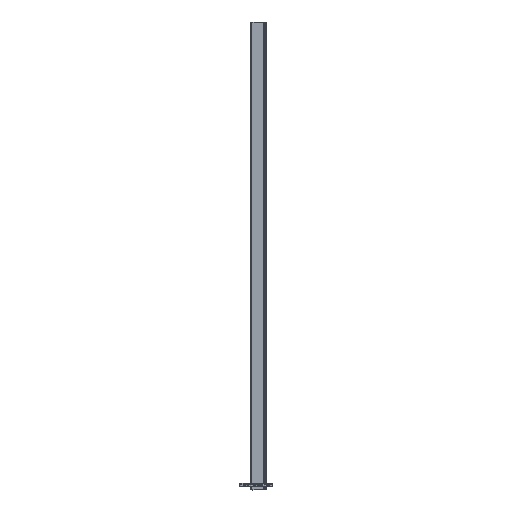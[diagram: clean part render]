
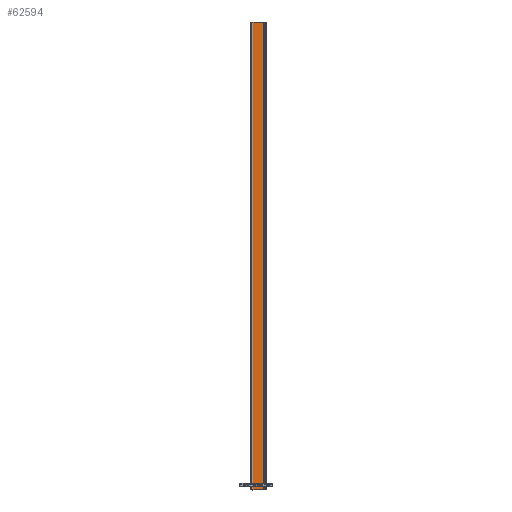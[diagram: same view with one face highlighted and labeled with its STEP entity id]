
A CAD part, top view. The second image highlights one B-rep face of the part: STEP entity #62594.
In plain terms, the highlighted planar face has unit normal (0, 0, 1).
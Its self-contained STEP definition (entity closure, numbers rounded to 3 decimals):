
#3447=PLANE('',#87432);
#9548=LINE('',#135535,#15716);
#9555=LINE('',#135560,#15723);
#9580=LINE('',#135617,#15748);
#9581=LINE('',#135619,#15749);
#15716=VECTOR('',#103966,1000.);
#15723=VECTOR('',#103985,1000.);
#15748=VECTOR('',#104054,1000.);
#15749=VECTOR('',#104057,1000.);
#34018=ORIENTED_EDGE('',*,*,#43228,.T.);
#34019=ORIENTED_EDGE('',*,*,#43269,.T.);
#34020=ORIENTED_EDGE('',*,*,#43240,.F.);
#34021=ORIENTED_EDGE('',*,*,#43270,.F.);
#43228=EDGE_CURVE('',#49348,#49347,#9548,.T.);
#43240=EDGE_CURVE('',#49359,#49360,#9555,.T.);
#43269=EDGE_CURVE('',#49347,#49360,#9580,.T.);
#43270=EDGE_CURVE('',#49348,#49359,#9581,.T.);
#49347=VERTEX_POINT('',#135534);
#49348=VERTEX_POINT('',#135536);
#49359=VERTEX_POINT('',#135559);
#49360=VERTEX_POINT('',#135561);
#54962=EDGE_LOOP('',(#34018,#34019,#34020,#34021));
#58464=FACE_BOUND('',#54962,.T.);
#62594=ADVANCED_FACE('',(#58464),#3447,.T.);
#87432=AXIS2_PLACEMENT_3D('',#135618,#104055,#104056);
#103966=DIRECTION('',(1.,0.,0.));
#103985=DIRECTION('',(1.,0.,0.));
#104054=DIRECTION('',(0.,1.,0.));
#104055=DIRECTION('',(0.,0.,1.));
#104056=DIRECTION('',(1.,0.,0.));
#104057=DIRECTION('',(0.,1.,0.));
#135534=CARTESIAN_POINT('',(-6.,-1000.,-6.5));
#135535=CARTESIAN_POINT('',(-29.,-1000.,-6.5));
#135536=CARTESIAN_POINT('',(-29.,-1000.,-6.5));
#135559=CARTESIAN_POINT('',(-29.,0.,-6.5));
#135560=CARTESIAN_POINT('',(-29.,0.,-6.5));
#135561=CARTESIAN_POINT('',(-6.,0.,-6.5));
#135617=CARTESIAN_POINT('',(-6.,-298.5,-6.5));
#135618=CARTESIAN_POINT('',(-29.,-298.5,-6.5));
#135619=CARTESIAN_POINT('',(-29.,-298.5,-6.5));
